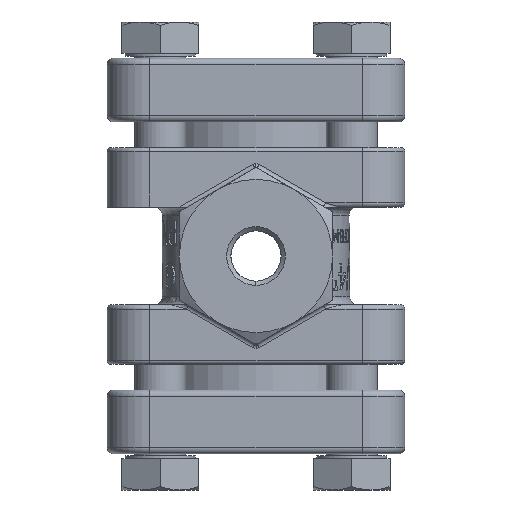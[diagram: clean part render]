
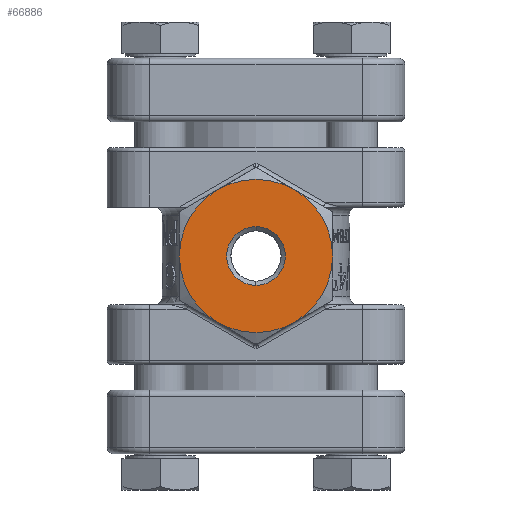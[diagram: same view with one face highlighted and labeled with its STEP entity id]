
A CAD part, front view. The second image highlights one B-rep face of the part: STEP entity #66886.
In plain terms, the highlighted planar face has unit normal (0, -1, 0).
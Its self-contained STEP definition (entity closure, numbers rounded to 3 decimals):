
#3031 = VERTEX_POINT ( 'NONE', #53887 ) ;
#3184 = VERTEX_POINT ( 'NONE', #23697 ) ;
#3305 = VERTEX_POINT ( 'NONE', #21830 ) ;
#3561 = CIRCLE ( 'NONE', #72900, 18. ) ;
#3618 = EDGE_CURVE ( 'NONE', #35656, #3305, #59513, .T. ) ;
#5251 = VERTEX_POINT ( 'NONE', #40708 ) ;
#8342 = ORIENTED_EDGE ( 'NONE', *, *, #17061, .T. ) ;
#11822 = CIRCLE ( 'NONE', #42921, 18. ) ;
#12663 = CARTESIAN_POINT ( 'NONE',  ( 0., -50., 0. ) ) ;
#13182 = AXIS2_PLACEMENT_3D ( 'NONE', #55042, #13494, #40485 ) ;
#13494 = DIRECTION ( 'NONE',  ( 0., -1., 0. ) ) ;
#14642 = CIRCLE ( 'NONE', #13182, 18. ) ;
#15284 = DIRECTION ( 'NONE',  ( 0., -1., 0. ) ) ;
#17061 = EDGE_CURVE ( 'NONE', #64262, #23720, #17729, .T. ) ;
#17096 = EDGE_CURVE ( 'NONE', #5251, #3031, #3561, .T. ) ;
#17729 = CIRCLE ( 'NONE', #46006, 6.9 ) ;
#17814 = DIRECTION ( 'NONE',  ( 1., 0., 0. ) ) ;
#18881 = ORIENTED_EDGE ( 'NONE', *, *, #54731, .T. ) ;
#18901 = CARTESIAN_POINT ( 'NONE',  ( 0., -50., 0. ) ) ;
#20771 = VERTEX_POINT ( 'NONE', #76312 ) ;
#21280 = DIRECTION ( 'NONE',  ( 0., 0., -1. ) ) ;
#21830 = CARTESIAN_POINT ( 'NONE',  ( 9., -50., -15.588 ) ) ;
#22812 = DIRECTION ( 'NONE',  ( 1., 0., 0. ) ) ;
#22866 = CARTESIAN_POINT ( 'NONE',  ( -9., -50., -15.588 ) ) ;
#23697 = CARTESIAN_POINT ( 'NONE',  ( -18., -50., 0. ) ) ;
#23720 = VERTEX_POINT ( 'NONE', #82578 ) ;
#23892 = CIRCLE ( 'NONE', #73415, 18. ) ;
#24696 = FACE_OUTER_BOUND ( 'NONE', #40113, .T. ) ;
#27668 = PLANE ( 'NONE',  #31995 ) ;
#30327 = CARTESIAN_POINT ( 'NONE',  ( 0., -50., 0. ) ) ;
#30656 = CIRCLE ( 'NONE', #46215, 18. ) ;
#31995 = AXIS2_PLACEMENT_3D ( 'NONE', #61689, #15284, #70135 ) ;
#32966 = CARTESIAN_POINT ( 'NONE',  ( 0., -50., 0. ) ) ;
#35589 = AXIS2_PLACEMENT_3D ( 'NONE', #18901, #45936, #80937 ) ;
#35656 = VERTEX_POINT ( 'NONE', #22866 ) ;
#36274 = DIRECTION ( 'NONE',  ( 0., 0., -1. ) ) ;
#37558 = EDGE_CURVE ( 'NONE', #3184, #35656, #14642, .T. ) ;
#38109 = EDGE_CURVE ( 'NONE', #3305, #5251, #11822, .T. ) ;
#40113 = EDGE_LOOP ( 'NONE', ( #71493, #79473, #61170, #48129, #18881, #60106 ) ) ;
#40485 = DIRECTION ( 'NONE',  ( 1., 0., 0. ) ) ;
#40708 = CARTESIAN_POINT ( 'NONE',  ( 18., -50., 0. ) ) ;
#41388 = EDGE_LOOP ( 'NONE', ( #8342, #52395 ) ) ;
#42921 = AXIS2_PLACEMENT_3D ( 'NONE', #32966, #86954, #59042 ) ;
#44125 = AXIS2_PLACEMENT_3D ( 'NONE', #55706, #50005, #36274 ) ;
#45936 = DIRECTION ( 'NONE',  ( 0., -1., 0. ) ) ;
#45994 = EDGE_CURVE ( 'NONE', #3031, #20771, #23892, .T. ) ;
#46006 = AXIS2_PLACEMENT_3D ( 'NONE', #12663, #54974, #21280 ) ;
#46215 = AXIS2_PLACEMENT_3D ( 'NONE', #63420, #58955, #17814 ) ;
#46373 = FACE_BOUND ( 'NONE', #41388, .T. ) ;
#48129 = ORIENTED_EDGE ( 'NONE', *, *, #45994, .T. ) ;
#50005 = DIRECTION ( 'NONE',  ( 0., 1., 0. ) ) ;
#52395 = ORIENTED_EDGE ( 'NONE', *, *, #63027, .T. ) ;
#53887 = CARTESIAN_POINT ( 'NONE',  ( 9., -50., 15.588 ) ) ;
#54731 = EDGE_CURVE ( 'NONE', #20771, #3184, #30656, .T. ) ;
#54974 = DIRECTION ( 'NONE',  ( 0., 1., 0. ) ) ;
#55042 = CARTESIAN_POINT ( 'NONE',  ( 0., -50., 0. ) ) ;
#55706 = CARTESIAN_POINT ( 'NONE',  ( 0., -50., 0. ) ) ;
#58955 = DIRECTION ( 'NONE',  ( 0., -1., 0. ) ) ;
#59042 = DIRECTION ( 'NONE',  ( 1., 0., 0. ) ) ;
#59513 = CIRCLE ( 'NONE', #35589, 18. ) ;
#60106 = ORIENTED_EDGE ( 'NONE', *, *, #37558, .T. ) ;
#61170 = ORIENTED_EDGE ( 'NONE', *, *, #17096, .T. ) ;
#61689 = CARTESIAN_POINT ( 'NONE',  ( 0., -50., 0. ) ) ;
#62466 = DIRECTION ( 'NONE',  ( 1., 0., 0. ) ) ;
#63027 = EDGE_CURVE ( 'NONE', #23720, #64262, #79467, .T. ) ;
#63315 = DIRECTION ( 'NONE',  ( 0., -1., 0. ) ) ;
#63420 = CARTESIAN_POINT ( 'NONE',  ( 0., -50., 0. ) ) ;
#64262 = VERTEX_POINT ( 'NONE', #78177 ) ;
#66886 = ADVANCED_FACE ( 'NONE', ( #46373, #24696 ), #27668, .T. ) ;
#70135 = DIRECTION ( 'NONE',  ( 0., 0., 1. ) ) ;
#71093 = DIRECTION ( 'NONE',  ( 0., -1., 0. ) ) ;
#71493 = ORIENTED_EDGE ( 'NONE', *, *, #3618, .T. ) ;
#72900 = AXIS2_PLACEMENT_3D ( 'NONE', #84173, #63315, #62466 ) ;
#73415 = AXIS2_PLACEMENT_3D ( 'NONE', #30327, #71093, #22812 ) ;
#76312 = CARTESIAN_POINT ( 'NONE',  ( -9., -50., 15.588 ) ) ;
#78177 = CARTESIAN_POINT ( 'NONE',  ( 0., -50., -6.9 ) ) ;
#79467 = CIRCLE ( 'NONE', #44125, 6.9 ) ;
#79473 = ORIENTED_EDGE ( 'NONE', *, *, #38109, .T. ) ;
#80937 = DIRECTION ( 'NONE',  ( 1., 0., 0. ) ) ;
#82578 = CARTESIAN_POINT ( 'NONE',  ( 0., -50., 6.9 ) ) ;
#84173 = CARTESIAN_POINT ( 'NONE',  ( 0., -50., 0. ) ) ;
#86954 = DIRECTION ( 'NONE',  ( 0., -1., 0. ) ) ;
